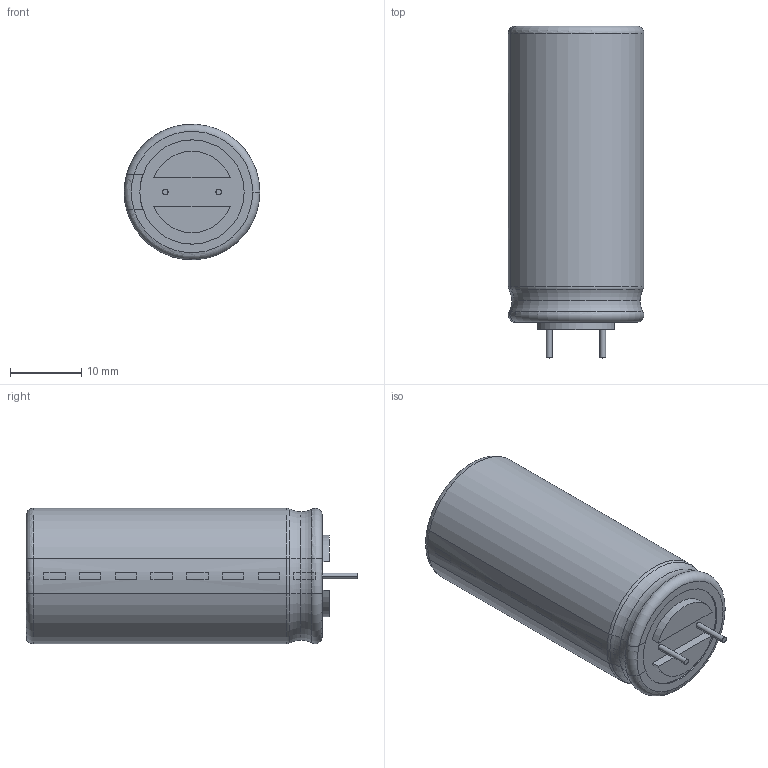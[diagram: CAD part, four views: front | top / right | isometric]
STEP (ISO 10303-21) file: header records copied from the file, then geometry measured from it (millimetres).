
FILE_DESCRIPTION (( 'STEP AP214' ), '1' );
FILE_NAME ('ECAP1840(S).STEP', '2023-05-17T13:55:24', ( '' ), ( '' ), 'SwSTEP 2.0', 'SolidWorks 2018', '' );
FILE_SCHEMA (( 'AUTOMOTIVE_DESIGN' ));
Length unit declared in the file: millimetre
Products named in the file (1): ECAP1840(S)
Bounding box: 19 x 46.5 x 18.98 mm (x, y, z)
Volume: 11681.9 mm3; surface area: 3106.2 mm2
Topology: 1 solids, 1 shells, 75 faces, 192 edges, 131 vertices
Faces by surface type: cylinder 28, plane 27, torus 20
Entity records: 3265 total; most frequent: CARTESIAN_POINT 512, DIRECTION 417, ORIENTED_EDGE 384, EDGE_CURVE 192, AXIS2_PLACEMENT_3D 167, VERTEX_POINT 131, CIRCLE 91, EDGE_LOOP 87
